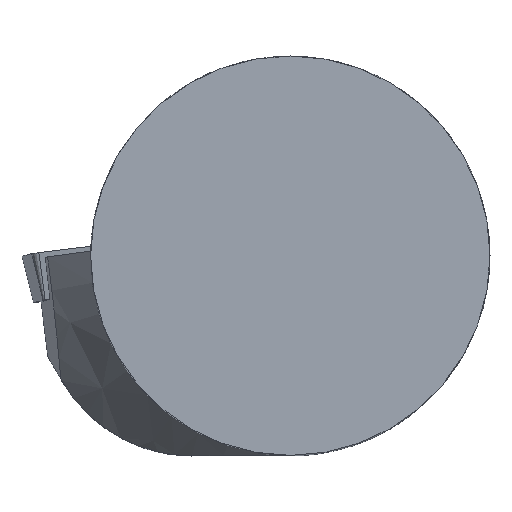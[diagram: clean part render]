
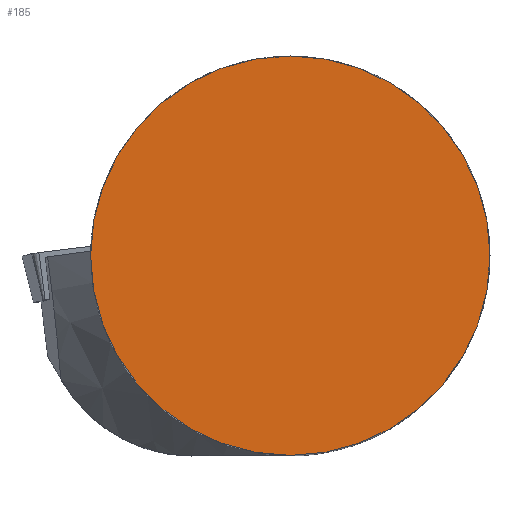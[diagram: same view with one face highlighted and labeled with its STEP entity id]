
A CAD part, top view. The second image highlights one B-rep face of the part: STEP entity #185.
In plain terms, the highlighted planar face has unit normal (0, 0, 1).
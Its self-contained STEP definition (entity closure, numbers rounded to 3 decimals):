
#185=ADVANCED_FACE('',(#262),#222,.T.);
#222=PLANE('',#1125);
#262=FACE_OUTER_BOUND('',#306,.T.);
#306=EDGE_LOOP('',(#578));
#376=CIRCLE('',#1080,20.);
#578=ORIENTED_EDGE('',*,*,#794,.T.);
#702=VERTEX_POINT('',#1645);
#794=EDGE_CURVE('',#702,#702,#376,.T.);
#1080=AXIS2_PLACEMENT_3D('',#1644,#1233,#1234);
#1125=AXIS2_PLACEMENT_3D('',#1775,#1341,#1342);
#1233=DIRECTION('',(0.,0.,1.));
#1234=DIRECTION('',(1.,0.,0.));
#1341=DIRECTION('',(0.,0.,1.));
#1342=DIRECTION('',(1.,0.,0.));
#1644=CARTESIAN_POINT('',(0.,0.,0.));
#1645=CARTESIAN_POINT('',(20.,0.,0.));
#1775=CARTESIAN_POINT('',(0.,0.,0.));
